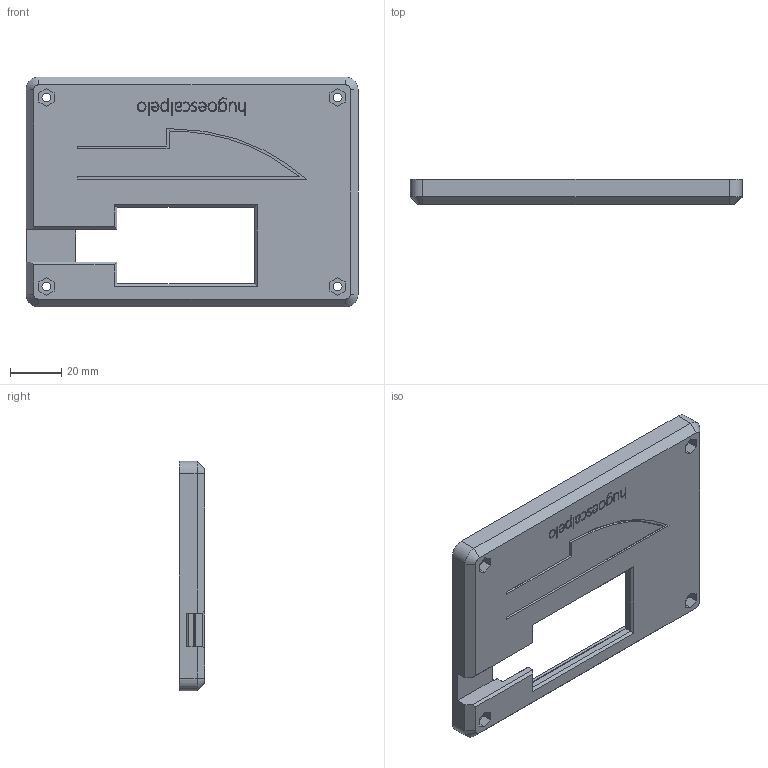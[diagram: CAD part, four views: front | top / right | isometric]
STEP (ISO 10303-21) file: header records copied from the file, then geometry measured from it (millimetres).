
FILE_DESCRIPTION(/* description */ (''),/* implementation_level */ '2;1');
FILE_NAME(/* name */ 'Base v18.step',/* time_stamp */ '2024-02-21T18:12:51-06:00',/* author */ (''),/* organization */ (''),/* preprocessor_version */ 'ST-DEVELOPER v20',/* originating_system */ 'Autodesk Translation Framework v12.20.1.177',/* authorisation */ '');
FILE_SCHEMA (('AUTOMOTIVE_DESIGN { 1 0 10303 214 3 1 1 }'));
Length unit declared in the file: millimetre
Products named in the file (1): Base
Bounding box: 130 x 10 x 90 mm (x, y, z)
Volume: 54580.2 mm3; surface area: 28927.6 mm2
Topology: 1 solids, 1 shells, 418 faces, 1115 edges, 727 vertices
Faces by surface type: plane 194, bspline 159, cylinder 57, torus 4, cone 4
Full cylindrical faces by diameter (mm): 3.5 x4
Entity records: 14541 total; most frequent: CARTESIAN_POINT 5119, ORIENTED_EDGE 2230, DIRECTION 1401, EDGE_CURVE 1115, VERTEX_POINT 727, LINE 691, VECTOR 691, EDGE_LOOP 456
